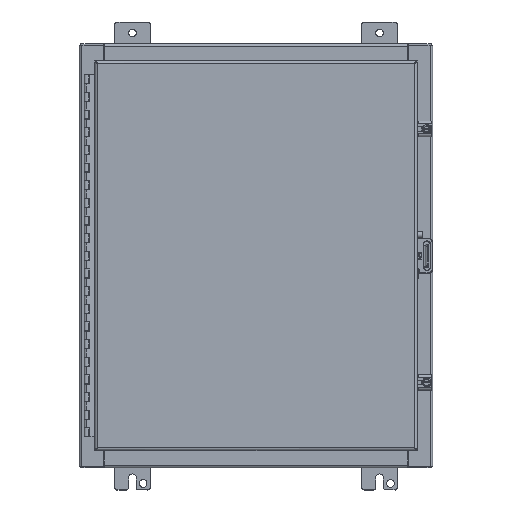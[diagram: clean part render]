
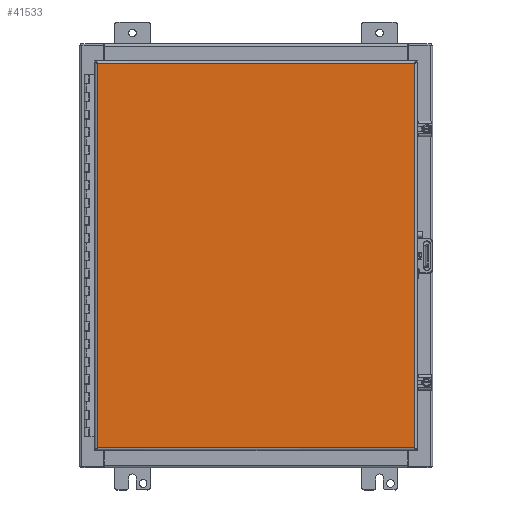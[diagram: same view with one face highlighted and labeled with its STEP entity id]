
A CAD part, top view. The second image highlights one B-rep face of the part: STEP entity #41533.
In plain terms, the highlighted planar face has unit normal (0, 0, -1).
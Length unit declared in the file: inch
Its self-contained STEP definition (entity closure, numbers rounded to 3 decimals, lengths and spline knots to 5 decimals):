
#12957 = EDGE_LOOP ( 'NONE', ( #138074, #31023, #137681, #34349 ) ) ;
#16208 = CARTESIAN_POINT ( 'NONE',  ( -8.98, -11.03138, 5.073 ) ) ;
#21276 = EDGE_CURVE ( 'NONE', #64352, #32637, #31152, .T. ) ;
#23608 = LINE ( 'NONE', #34882, #145834 ) ;
#31023 = ORIENTED_EDGE ( 'NONE', *, *, #88374, .T. ) ;
#31152 = LINE ( 'NONE', #111763, #31309 ) ;
#31309 = VECTOR ( 'NONE', #162092, 39.37008 ) ;
#32637 = VERTEX_POINT ( 'NONE', #120696 ) ;
#34349 = ORIENTED_EDGE ( 'NONE', *, *, #61224, .T. ) ;
#34882 = CARTESIAN_POINT ( 'NONE',  ( 9.125, 10.88637, 5.073 ) ) ;
#40940 = VECTOR ( 'NONE', #127234, 39.37008 ) ;
#41533 = ADVANCED_FACE ( 'NONE', ( #88023 ), #163534, .F. ) ;
#43423 = CARTESIAN_POINT ( 'NONE',  ( 8.98, 10.88637, 5.073 ) ) ;
#44749 = DIRECTION ( 'NONE',  ( -1., 0., 0. ) ) ;
#45604 = AXIS2_PLACEMENT_3D ( 'NONE', #166086, #139249, #44749 ) ;
#48577 = VECTOR ( 'NONE', #104693, 39.37008 ) ;
#54518 = VERTEX_POINT ( 'NONE', #71303 ) ;
#58801 = CARTESIAN_POINT ( 'NONE',  ( 9.125, -10.88637, 5.073 ) ) ;
#61224 = EDGE_CURVE ( 'NONE', #32637, #54518, #102077, .T. ) ;
#64352 = VERTEX_POINT ( 'NONE', #43423 ) ;
#71303 = CARTESIAN_POINT ( 'NONE',  ( -8.98, -10.88638, 5.073 ) ) ;
#76489 = DIRECTION ( 'NONE',  ( 1., 0., 0. ) ) ;
#78178 = CARTESIAN_POINT ( 'NONE',  ( -8.98, 10.88638, 5.073 ) ) ;
#81204 = EDGE_CURVE ( 'NONE', #54518, #135135, #134975, .T. ) ;
#88023 = FACE_OUTER_BOUND ( 'NONE', #12957, .T. ) ;
#88374 = EDGE_CURVE ( 'NONE', #135135, #64352, #23608, .T. ) ;
#102077 = LINE ( 'NONE', #58801, #40940 ) ;
#104693 = DIRECTION ( 'NONE',  ( 0., 1., 0. ) ) ;
#111763 = CARTESIAN_POINT ( 'NONE',  ( 8.98, -11.03138, 5.073 ) ) ;
#120696 = CARTESIAN_POINT ( 'NONE',  ( 8.98, -10.88637, 5.073 ) ) ;
#127234 = DIRECTION ( 'NONE',  ( -1., 0., 0. ) ) ;
#134975 = LINE ( 'NONE', #16208, #48577 ) ;
#135135 = VERTEX_POINT ( 'NONE', #78178 ) ;
#137681 = ORIENTED_EDGE ( 'NONE', *, *, #21276, .T. ) ;
#138074 = ORIENTED_EDGE ( 'NONE', *, *, #81204, .T. ) ;
#139249 = DIRECTION ( 'NONE',  ( 0., 0., 1. ) ) ;
#145834 = VECTOR ( 'NONE', #76489, 39.37008 ) ;
#162092 = DIRECTION ( 'NONE',  ( 0., -1., 0. ) ) ;
#163534 = PLANE ( 'NONE',  #45604 ) ;
#166086 = CARTESIAN_POINT ( 'NONE',  ( 9.125, -11.03138, 5.073 ) ) ;
